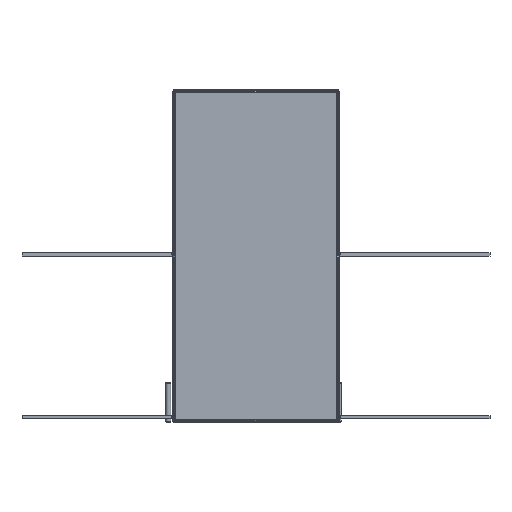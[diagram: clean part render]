
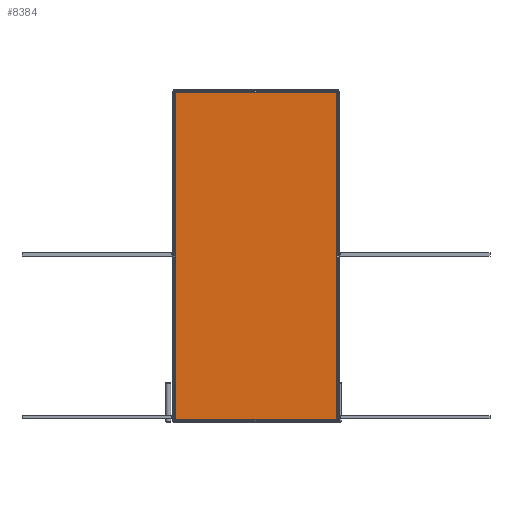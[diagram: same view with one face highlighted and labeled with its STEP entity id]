
A CAD part, front view. The second image highlights one B-rep face of the part: STEP entity #8384.
In plain terms, the highlighted planar face has unit normal (0, -1, 0).
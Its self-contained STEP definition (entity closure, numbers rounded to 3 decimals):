
#2521 = CYLINDRICAL_SURFACE('',#2522,0.8);
#2522 = AXIS2_PLACEMENT_3D('',#2523,#2524,#2525);
#2523 = CARTESIAN_POINT('',(-48.669,-49.7,-99.));
#2524 = DIRECTION('',(0.,0.,1.));
#2525 = DIRECTION('',(-0.707,-0.707,0.));
#5029 = VERTEX_POINT('',#5030);
#5030 = CARTESIAN_POINT('',(-48.669,-50.5,-98.669));
#5061 = EDGE_CURVE('',#5029,#5062,#5064,.T.);
#5062 = VERTEX_POINT('',#5063);
#5063 = CARTESIAN_POINT('',(-48.669,-50.5,98.669));
#5064 = SURFACE_CURVE('',#5065,(#5069,#5076),.PCURVE_S1.);
#5065 = LINE('',#5066,#5067);
#5066 = CARTESIAN_POINT('',(-48.669,-50.5,-99.));
#5067 = VECTOR('',#5068,1.);
#5068 = DIRECTION('',(0.,0.,1.));
#5069 = PCURVE('',#2521,#5070);
#5070 = DEFINITIONAL_REPRESENTATION('',(#5071),#5075);
#5071 = LINE('',#5072,#5073);
#5072 = CARTESIAN_POINT('',(0.785,0.));
#5073 = VECTOR('',#5074,1.);
#5074 = DIRECTION('',(0.,1.));
#5075 = ( GEOMETRIC_REPRESENTATION_CONTEXT(2) 
PARAMETRIC_REPRESENTATION_CONTEXT() REPRESENTATION_CONTEXT('2D SPACE',''
  ) );
#5076 = PCURVE('',#5077,#5082);
#5077 = PLANE('',#5078);
#5078 = AXIS2_PLACEMENT_3D('',#5079,#5080,#5081);
#5079 = CARTESIAN_POINT('',(-50.,-50.5,-100.));
#5080 = DIRECTION('',(0.,1.,0.));
#5081 = DIRECTION('',(0.,0.,1.));
#5082 = DEFINITIONAL_REPRESENTATION('',(#5083),#5087);
#5083 = LINE('',#5084,#5085);
#5084 = CARTESIAN_POINT('',(1.,1.331));
#5085 = VECTOR('',#5086,1.);
#5086 = DIRECTION('',(1.,0.));
#5087 = ( GEOMETRIC_REPRESENTATION_CONTEXT(2) 
PARAMETRIC_REPRESENTATION_CONTEXT() REPRESENTATION_CONTEXT('2D SPACE',''
  ) );
#7861 = CYLINDRICAL_SURFACE('',#7862,0.8);
#7862 = AXIS2_PLACEMENT_3D('',#7863,#7864,#7865);
#7863 = CARTESIAN_POINT('',(-49.,-49.7,-98.669));
#7864 = DIRECTION('',(1.,0.,0.));
#7865 = DIRECTION('',(0.,-1.,0.));
#8384 = ADVANCED_FACE('',(#8385),#5077,.F.);
#8385 = FACE_BOUND('',#8386,.F.);
#8386 = EDGE_LOOP('',(#8387,#8388,#8416,#8444));
#8387 = ORIENTED_EDGE('',*,*,#5061,.T.);
#8388 = ORIENTED_EDGE('',*,*,#8389,.T.);
#8389 = EDGE_CURVE('',#5062,#8390,#8392,.T.);
#8390 = VERTEX_POINT('',#8391);
#8391 = CARTESIAN_POINT('',(48.669,-50.5,98.669));
#8392 = SURFACE_CURVE('',#8393,(#8397,#8404),.PCURVE_S1.);
#8393 = LINE('',#8394,#8395);
#8394 = CARTESIAN_POINT('',(-49.,-50.5,98.669));
#8395 = VECTOR('',#8396,1.);
#8396 = DIRECTION('',(1.,0.,0.));
#8397 = PCURVE('',#5077,#8398);
#8398 = DEFINITIONAL_REPRESENTATION('',(#8399),#8403);
#8399 = LINE('',#8400,#8401);
#8400 = CARTESIAN_POINT('',(198.669,1.));
#8401 = VECTOR('',#8402,1.);
#8402 = DIRECTION('',(0.,1.));
#8403 = ( GEOMETRIC_REPRESENTATION_CONTEXT(2) 
PARAMETRIC_REPRESENTATION_CONTEXT() REPRESENTATION_CONTEXT('2D SPACE',''
  ) );
#8404 = PCURVE('',#8405,#8410);
#8405 = CYLINDRICAL_SURFACE('',#8406,0.8);
#8406 = AXIS2_PLACEMENT_3D('',#8407,#8408,#8409);
#8407 = CARTESIAN_POINT('',(-49.,-49.7,98.669));
#8408 = DIRECTION('',(1.,0.,0.));
#8409 = DIRECTION('',(0.,-1.,0.));
#8410 = DEFINITIONAL_REPRESENTATION('',(#8411),#8415);
#8411 = LINE('',#8412,#8413);
#8412 = CARTESIAN_POINT('',(-0.,0.));
#8413 = VECTOR('',#8414,1.);
#8414 = DIRECTION('',(-0.,1.));
#8415 = ( GEOMETRIC_REPRESENTATION_CONTEXT(2) 
PARAMETRIC_REPRESENTATION_CONTEXT() REPRESENTATION_CONTEXT('2D SPACE',''
  ) );
#8416 = ORIENTED_EDGE('',*,*,#8417,.F.);
#8417 = EDGE_CURVE('',#8418,#8390,#8420,.T.);
#8418 = VERTEX_POINT('',#8419);
#8419 = CARTESIAN_POINT('',(48.669,-50.5,-98.669));
#8420 = SURFACE_CURVE('',#8421,(#8425,#8432),.PCURVE_S1.);
#8421 = LINE('',#8422,#8423);
#8422 = CARTESIAN_POINT('',(48.669,-50.5,-99.));
#8423 = VECTOR('',#8424,1.);
#8424 = DIRECTION('',(0.,0.,1.));
#8425 = PCURVE('',#5077,#8426);
#8426 = DEFINITIONAL_REPRESENTATION('',(#8427),#8431);
#8427 = LINE('',#8428,#8429);
#8428 = CARTESIAN_POINT('',(1.,98.669));
#8429 = VECTOR('',#8430,1.);
#8430 = DIRECTION('',(1.,0.));
#8431 = ( GEOMETRIC_REPRESENTATION_CONTEXT(2) 
PARAMETRIC_REPRESENTATION_CONTEXT() REPRESENTATION_CONTEXT('2D SPACE',''
  ) );
#8432 = PCURVE('',#8433,#8438);
#8433 = CYLINDRICAL_SURFACE('',#8434,0.8);
#8434 = AXIS2_PLACEMENT_3D('',#8435,#8436,#8437);
#8435 = CARTESIAN_POINT('',(48.669,-49.7,-99.));
#8436 = DIRECTION('',(0.,0.,1.));
#8437 = DIRECTION('',(0.,-1.,0.));
#8438 = DEFINITIONAL_REPRESENTATION('',(#8439),#8443);
#8439 = LINE('',#8440,#8441);
#8440 = CARTESIAN_POINT('',(0.,0.));
#8441 = VECTOR('',#8442,1.);
#8442 = DIRECTION('',(0.,1.));
#8443 = ( GEOMETRIC_REPRESENTATION_CONTEXT(2) 
PARAMETRIC_REPRESENTATION_CONTEXT() REPRESENTATION_CONTEXT('2D SPACE',''
  ) );
#8444 = ORIENTED_EDGE('',*,*,#8445,.F.);
#8445 = EDGE_CURVE('',#5029,#8418,#8446,.T.);
#8446 = SURFACE_CURVE('',#8447,(#8451,#8458),.PCURVE_S1.);
#8447 = LINE('',#8448,#8449);
#8448 = CARTESIAN_POINT('',(-49.,-50.5,-98.669));
#8449 = VECTOR('',#8450,1.);
#8450 = DIRECTION('',(1.,0.,0.));
#8451 = PCURVE('',#5077,#8452);
#8452 = DEFINITIONAL_REPRESENTATION('',(#8453),#8457);
#8453 = LINE('',#8454,#8455);
#8454 = CARTESIAN_POINT('',(1.331,1.));
#8455 = VECTOR('',#8456,1.);
#8456 = DIRECTION('',(0.,1.));
#8457 = ( GEOMETRIC_REPRESENTATION_CONTEXT(2) 
PARAMETRIC_REPRESENTATION_CONTEXT() REPRESENTATION_CONTEXT('2D SPACE',''
  ) );
#8458 = PCURVE('',#7861,#8459);
#8459 = DEFINITIONAL_REPRESENTATION('',(#8460),#8464);
#8460 = LINE('',#8461,#8462);
#8461 = CARTESIAN_POINT('',(0.,0.));
#8462 = VECTOR('',#8463,1.);
#8463 = DIRECTION('',(0.,1.));
#8464 = ( GEOMETRIC_REPRESENTATION_CONTEXT(2) 
PARAMETRIC_REPRESENTATION_CONTEXT() REPRESENTATION_CONTEXT('2D SPACE',''
  ) );
